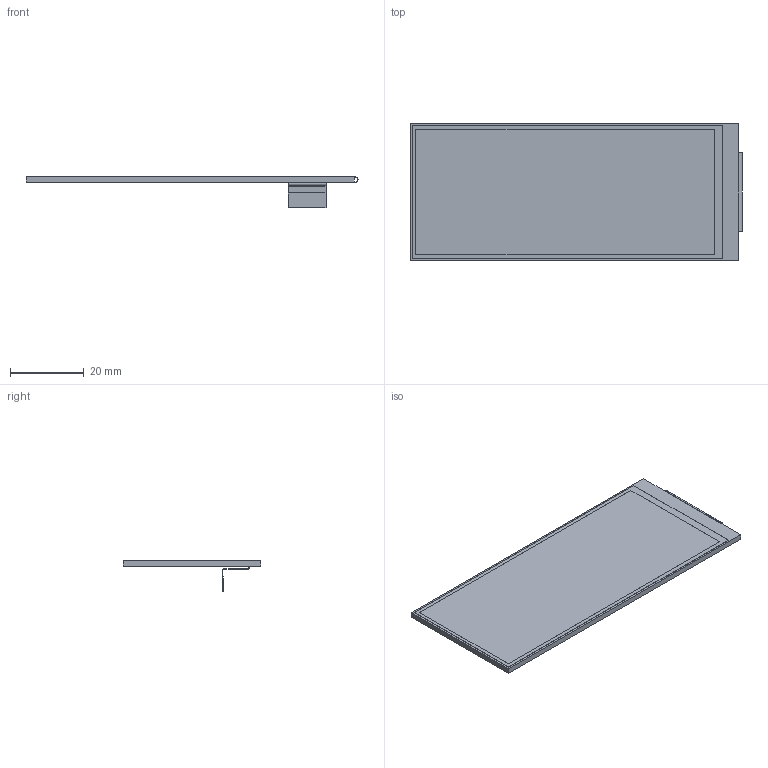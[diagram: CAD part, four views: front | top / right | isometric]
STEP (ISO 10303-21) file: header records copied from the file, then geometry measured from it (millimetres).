
FILE_DESCRIPTION(/* description */ (''),/* implementation_level */ '2;1');
FILE_NAME(/* name */ 'lcd.stp',/* time_stamp */ '2021-03-02T00:54:46+01:00',/* author */ ('Niklas'),/* organization */ (''),/* preprocessor_version */ 'ST-DEVELOPER v18.1',/* originating_system */ 'Autodesk Inventor 2021',/* authorisation */ '');
FILE_SCHEMA (('AUTOMOTIVE_DESIGN { 1 0 10303 214 3 1 1 }'));
Length unit declared in the file: millimetre
Products named in the file (1): lcd
Bounding box: 89.96 x 37.27 x 8.54 mm (x, y, z)
Volume: 5319.4 mm3; surface area: 8343.4 mm2
Topology: 1 solids, 1 shells, 38 faces, 100 edges, 66 vertices
Faces by surface type: plane 32, cylinder 6
Entity records: 1252 total; most frequent: CARTESIAN_POINT 205, ORIENTED_EDGE 200, DIRECTION 190, EDGE_CURVE 100, LINE 88, VECTOR 88, VERTEX_POINT 66, AXIS2_PLACEMENT_3D 51
